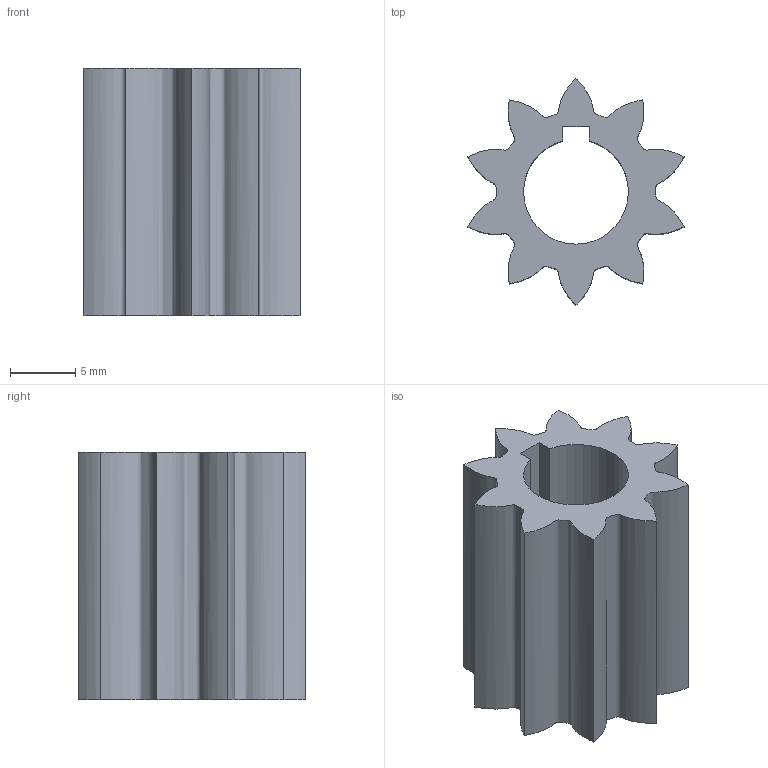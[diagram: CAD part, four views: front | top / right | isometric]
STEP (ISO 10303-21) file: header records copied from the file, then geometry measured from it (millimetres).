
FILE_DESCRIPTION (( 'STEP AP214' ), '1' );
FILE_NAME ('217-6334-001 Rev1.STEP', '2018-05-22T20:42:45', ( '' ), ( '' ), 'SwSTEP 2.0', 'SolidWorks 2017', '' );
FILE_SCHEMA (( 'AUTOMOTIVE_DESIGN' ));
Length unit declared in the file: millimetre
Products named in the file (1): 217-6334-001 Rev1
Bounding box: 16.6 x 17.45 x 19.05 mm (x, y, z)
Volume: 2007.4 mm3; surface area: 2126.2 mm2
Topology: 1 solids, 1 shells, 18 faces, 48 edges, 32 vertices
Faces by surface type: bspline 10, plane 5, cylinder 3
Entity records: 2696 total; most frequent: CARTESIAN_POINT 2269, ORIENTED_EDGE 96, DIRECTION 52, EDGE_CURVE 48, VERTEX_POINT 32, VECTOR 22, LINE 22, B_SPLINE_CURVE_WITH_KNOTS 20
